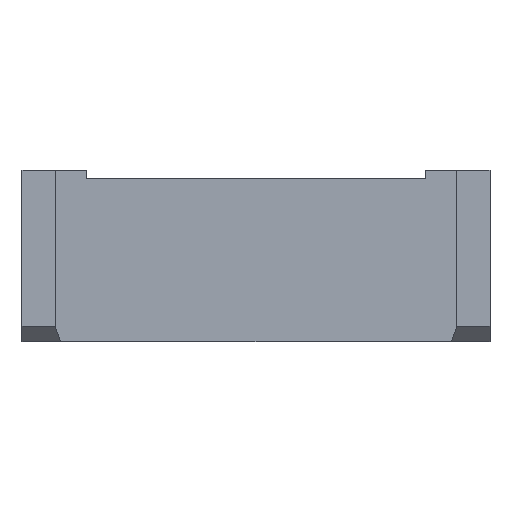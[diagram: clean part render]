
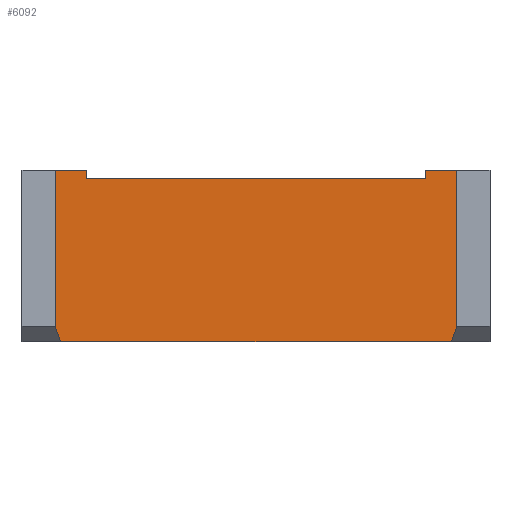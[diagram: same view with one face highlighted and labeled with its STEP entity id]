
A CAD part, front view. The second image highlights one B-rep face of the part: STEP entity #6092.
In plain terms, the highlighted planar face has unit normal (0, -1, 0).
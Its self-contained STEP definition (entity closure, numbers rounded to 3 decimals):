
#136=PLANE('',#6664);
#394=FACE_OUTER_BOUND('',#727,.T.);
#727=EDGE_LOOP('',(#5050,#5051,#5052,#5053,#5054,#5055,#5056,#5057,#5058,
#5059));
#1223=LINE('',#9815,#1847);
#1255=LINE('',#9883,#1879);
#1274=LINE('',#9918,#1898);
#1293=LINE('',#9954,#1917);
#1309=LINE('',#10046,#1933);
#1310=LINE('',#10048,#1934);
#1311=LINE('',#10050,#1935);
#1312=LINE('',#10051,#1936);
#1313=LINE('',#10052,#1937);
#1314=LINE('',#10053,#1938);
#1847=VECTOR('',#7943,10.);
#1879=VECTOR('',#7999,10.);
#1898=VECTOR('',#8022,10.);
#1917=VECTOR('',#8047,10.);
#1933=VECTOR('',#8129,10.);
#1934=VECTOR('',#8130,10.);
#1935=VECTOR('',#8131,10.);
#1936=VECTOR('',#8132,10.);
#1937=VECTOR('',#8133,10.);
#1938=VECTOR('',#8134,10.);
#2790=VERTEX_POINT('',#9812);
#2791=VERTEX_POINT('',#9814);
#2814=VERTEX_POINT('',#9880);
#2815=VERTEX_POINT('',#9882);
#2828=VERTEX_POINT('',#9915);
#2829=VERTEX_POINT('',#9917);
#2842=VERTEX_POINT('',#9951);
#2843=VERTEX_POINT('',#9953);
#2887=VERTEX_POINT('',#10047);
#2888=VERTEX_POINT('',#10049);
#3550=EDGE_CURVE('',#2790,#2791,#1223,.T.);
#3586=EDGE_CURVE('',#2814,#2815,#1255,.T.);
#3605=EDGE_CURVE('',#2829,#2828,#1274,.T.);
#3624=EDGE_CURVE('',#2843,#2842,#1293,.T.);
#3671=EDGE_CURVE('',#2791,#2842,#1309,.T.);
#3672=EDGE_CURVE('',#2887,#2790,#1310,.T.);
#3673=EDGE_CURVE('',#2888,#2887,#1311,.T.);
#3674=EDGE_CURVE('',#2815,#2888,#1312,.T.);
#3675=EDGE_CURVE('',#2829,#2814,#1313,.T.);
#3676=EDGE_CURVE('',#2843,#2828,#1314,.T.);
#5050=ORIENTED_EDGE('',*,*,#3624,.T.);
#5051=ORIENTED_EDGE('',*,*,#3671,.F.);
#5052=ORIENTED_EDGE('',*,*,#3550,.F.);
#5053=ORIENTED_EDGE('',*,*,#3672,.F.);
#5054=ORIENTED_EDGE('',*,*,#3673,.F.);
#5055=ORIENTED_EDGE('',*,*,#3674,.F.);
#5056=ORIENTED_EDGE('',*,*,#3586,.F.);
#5057=ORIENTED_EDGE('',*,*,#3675,.F.);
#5058=ORIENTED_EDGE('',*,*,#3605,.T.);
#5059=ORIENTED_EDGE('',*,*,#3676,.F.);
#6092=ADVANCED_FACE('',(#394),#136,.T.);
#6664=AXIS2_PLACEMENT_3D('',#10045,#8127,#8128);
#7943=DIRECTION('',(-1.,0.,0.));
#7999=DIRECTION('',(0.,0.,1.));
#8022=DIRECTION('',(0.,0.,1.));
#8047=DIRECTION('',(0.,0.,-1.));
#8127=DIRECTION('center_axis',(0.,-1.,0.));
#8128=DIRECTION('ref_axis',(1.,0.,0.));
#8129=DIRECTION('',(-0.33,0.,0.944));
#8130=DIRECTION('',(-0.33,0.,-0.944));
#8131=DIRECTION('',(0.,0.,-1.));
#8132=DIRECTION('',(1.,0.,0.));
#8133=DIRECTION('',(1.,0.,0.));
#8134=DIRECTION('',(1.,0.,0.));
#9812=CARTESIAN_POINT('',(25.05,-33.,0.));
#9814=CARTESIAN_POINT('',(-25.05,-33.,0.));
#9815=CARTESIAN_POINT('',(30.,-33.,0.));
#9880=CARTESIAN_POINT('',(21.75,-33.,21.));
#9882=CARTESIAN_POINT('',(21.75,-33.,22.));
#9883=CARTESIAN_POINT('',(21.75,-33.,21.));
#9915=CARTESIAN_POINT('',(-21.75,-33.,22.));
#9917=CARTESIAN_POINT('',(-21.75,-33.,21.));
#9918=CARTESIAN_POINT('',(-21.75,-33.,21.));
#9951=CARTESIAN_POINT('',(-25.75,-33.,2.));
#9953=CARTESIAN_POINT('',(-25.75,-33.,22.));
#9954=CARTESIAN_POINT('',(-25.75,-33.,5.5));
#10045=CARTESIAN_POINT('Origin',(-25.75,-33.,0.));
#10046=CARTESIAN_POINT('',(-25.263,-33.,0.609));
#10047=CARTESIAN_POINT('',(25.75,-33.,2.));
#10048=CARTESIAN_POINT('',(22.453,-33.,-7.42));
#10049=CARTESIAN_POINT('',(25.75,-33.,22.));
#10050=CARTESIAN_POINT('',(25.75,-33.,5.5));
#10051=CARTESIAN_POINT('',(10.875,-33.,22.));
#10052=CARTESIAN_POINT('',(-15.,-33.,21.));
#10053=CARTESIAN_POINT('',(-15.,-33.,22.));
